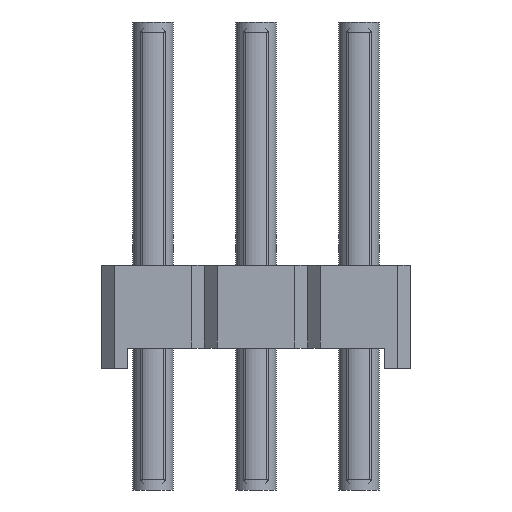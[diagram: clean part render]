
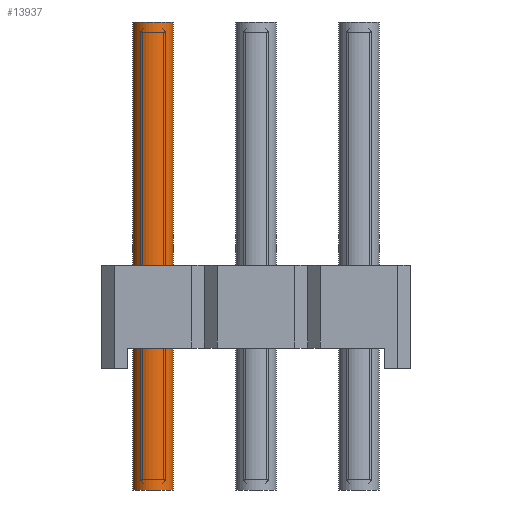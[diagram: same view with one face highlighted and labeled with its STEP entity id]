
A CAD part, left-side view. The second image highlights one B-rep face of the part: STEP entity #13937.
In plain terms, the highlighted cylindrical face has radius 0.5 mm (diameter 1 mm), a full revolution.
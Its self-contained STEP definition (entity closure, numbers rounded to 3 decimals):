
#287=CIRCLE('',#14688,0.5);
#288=CIRCLE('',#14689,0.5);
#828=CYLINDRICAL_SURFACE('',#14687,0.5);
#1205=ORIENTED_EDGE('',*,*,#5323,.F.);
#1206=ORIENTED_EDGE('',*,*,#5324,.T.);
#5323=EDGE_CURVE('',#7391,#7391,#287,.T.);
#5324=EDGE_CURVE('',#7392,#7392,#288,.T.);
#7391=VERTEX_POINT('',#20230);
#7392=VERTEX_POINT('',#20232);
#11843=EDGE_LOOP('',(#1205));
#11844=EDGE_LOOP('',(#1206));
#12675=FACE_BOUND('',#11843,.T.);
#12676=FACE_BOUND('',#11844,.T.);
#13937=ADVANCED_FACE('',(#12675,#12676),#828,.F.);
#14687=AXIS2_PLACEMENT_3D('',#20228,#16067,#16068);
#14688=AXIS2_PLACEMENT_3D('',#20229,#16069,#16070);
#14689=AXIS2_PLACEMENT_3D('',#20231,#16071,#16072);
#16067=DIRECTION('',(0.,0.,1.));
#16068=DIRECTION('',(1.,0.,0.));
#16069=DIRECTION('',(0.,0.,-1.));
#16070=DIRECTION('',(1.,0.,0.));
#16071=DIRECTION('',(0.,0.,-1.));
#16072=DIRECTION('',(1.,0.,0.));
#20228=CARTESIAN_POINT('',(0.,0.,0.));
#20229=CARTESIAN_POINT('',(0.,0.,11.54));
#20230=CARTESIAN_POINT('',(0.5,0.,11.54));
#20231=CARTESIAN_POINT('',(0.,0.,0.));
#20232=CARTESIAN_POINT('',(0.5,0.,0.));
